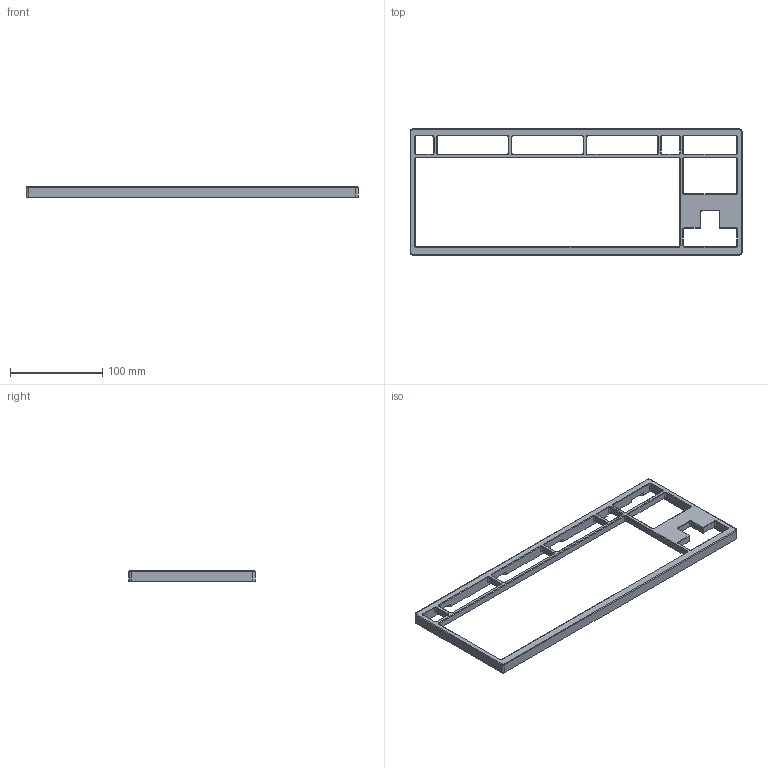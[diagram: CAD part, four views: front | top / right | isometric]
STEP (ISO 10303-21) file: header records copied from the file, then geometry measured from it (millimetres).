
FILE_DESCRIPTION(/* description */ (''),/* implementation_level */ '2;1');
FILE_NAME(/* name */ 'OpenTKL_Top.step',/* time_stamp */ '2021-12-05T12:15:41+00:00',/* author */ (''),/* organization */ (''),/* preprocessor_version */ 'ST-DEVELOPER v18.1',/* originating_system */ 'Autodesk Translation Framework v10.10.0.1391',/* authorisation */ '');
FILE_SCHEMA (('AUTOMOTIVE_DESIGN { 1 0 10303 214 3 1 1 }'));
Length unit declared in the file: millimetre
Products named in the file (1): Top
Bounding box: 359.61 x 136.51 x 11.2 mm (x, y, z)
Volume: 105382.4 mm3; surface area: 51531.3 mm2
Topology: 1 solids, 1 shells, 299 faces, 807 edges, 502 vertices
Faces by surface type: plane 141, cylinder 99, cone 55, torus 4
Full cylindrical faces by diameter (mm): 2.529 x13
Entity records: 9288 total; most frequent: DIRECTION 1641, CARTESIAN_POINT 1596, ORIENTED_EDGE 1588, EDGE_CURVE 794, LINE 547, VECTOR 547, AXIS2_PLACEMENT_3D 547, VERTEX_POINT 502
